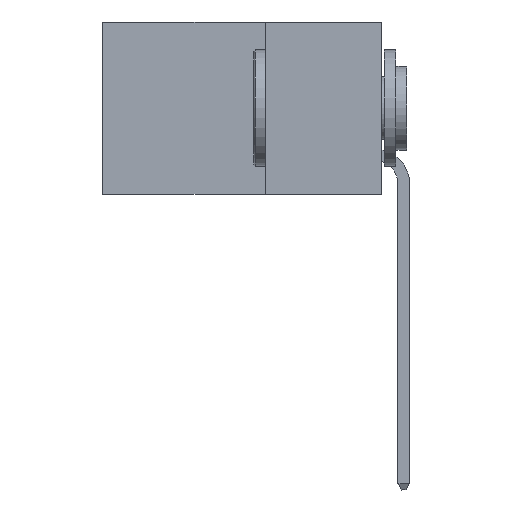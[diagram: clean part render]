
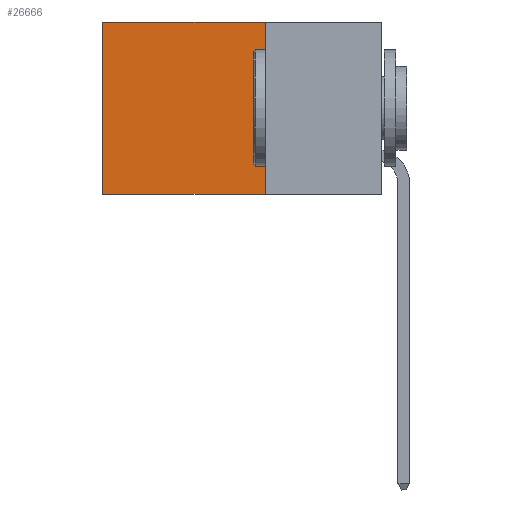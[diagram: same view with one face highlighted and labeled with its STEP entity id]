
A CAD part, left-side view. The second image highlights one B-rep face of the part: STEP entity #26666.
In plain terms, the highlighted planar face has unit normal (-1, 0, 0).
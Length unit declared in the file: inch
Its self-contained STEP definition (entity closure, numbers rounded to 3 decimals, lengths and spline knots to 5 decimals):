
#1700 = VECTOR ( 'NONE', #4796, 39.37008 ) ;
#3347 = CARTESIAN_POINT ( 'NONE',  ( 0.2875, 0.6, 0. ) ) ;
#4285 = EDGE_LOOP ( 'NONE', ( #20328, #32805, #36542, #18795 ) ) ;
#4796 = DIRECTION ( 'NONE',  ( 0., 0., -1. ) ) ;
#6142 = CARTESIAN_POINT ( 'NONE',  ( 0.2875, 0.25, -0.37 ) ) ;
#7016 = DIRECTION ( 'NONE',  ( 0., 1., 0. ) ) ;
#8134 = EDGE_CURVE ( 'NONE', #12684, #17177, #29247, .T. ) ;
#9300 = LINE ( 'NONE', #32978, #1700 ) ;
#10464 = CARTESIAN_POINT ( 'NONE',  ( 0.2875, 0.25, 0. ) ) ;
#11433 = DIRECTION ( 'NONE',  ( 0., 1., 0. ) ) ;
#12684 = VERTEX_POINT ( 'NONE', #35609 ) ;
#16029 = VECTOR ( 'NONE', #11433, 39.37008 ) ;
#16233 = DIRECTION ( 'NONE',  ( 1., 0., 0. ) ) ;
#16386 = CARTESIAN_POINT ( 'NONE',  ( 0.2875, 0.6, 0. ) ) ;
#17177 = VERTEX_POINT ( 'NONE', #16386 ) ;
#17599 = DIRECTION ( 'NONE',  ( 0., 0., -1. ) ) ;
#17628 = CARTESIAN_POINT ( 'NONE',  ( 0.2875, 0.6, -0.37 ) ) ;
#18034 = AXIS2_PLACEMENT_3D ( 'NONE', #10464, #16233, #35849 ) ;
#18795 = ORIENTED_EDGE ( 'NONE', *, *, #8134, .T. ) ;
#19001 = PLANE ( 'NONE',  #18034 ) ;
#19669 = EDGE_CURVE ( 'NONE', #30830, #29216, #21548, .T. ) ;
#20328 = ORIENTED_EDGE ( 'NONE', *, *, #29715, .T. ) ;
#21548 = LINE ( 'NONE', #24127, #36367 ) ;
#21746 = EDGE_CURVE ( 'NONE', #12684, #30830, #9300, .T. ) ;
#24127 = CARTESIAN_POINT ( 'NONE',  ( 0.2875, 0.25, -0.37 ) ) ;
#26666 = ADVANCED_FACE ( 'NONE', ( #28741 ), #19001, .F. ) ;
#28741 = FACE_OUTER_BOUND ( 'NONE', #4285, .T. ) ;
#28918 = VECTOR ( 'NONE', #17599, 39.37008 ) ;
#29216 = VERTEX_POINT ( 'NONE', #17628 ) ;
#29247 = LINE ( 'NONE', #31154, #16029 ) ;
#29715 = EDGE_CURVE ( 'NONE', #17177, #29216, #30638, .T. ) ;
#30638 = LINE ( 'NONE', #3347, #28918 ) ;
#30830 = VERTEX_POINT ( 'NONE', #6142 ) ;
#31154 = CARTESIAN_POINT ( 'NONE',  ( 0.2875, 0.25, 0. ) ) ;
#32805 = ORIENTED_EDGE ( 'NONE', *, *, #19669, .F. ) ;
#32978 = CARTESIAN_POINT ( 'NONE',  ( 0.2875, 0.25, 0. ) ) ;
#35609 = CARTESIAN_POINT ( 'NONE',  ( 0.2875, 0.25, 0. ) ) ;
#35849 = DIRECTION ( 'NONE',  ( 0., 0., -1. ) ) ;
#36367 = VECTOR ( 'NONE', #7016, 39.37008 ) ;
#36542 = ORIENTED_EDGE ( 'NONE', *, *, #21746, .F. ) ;
